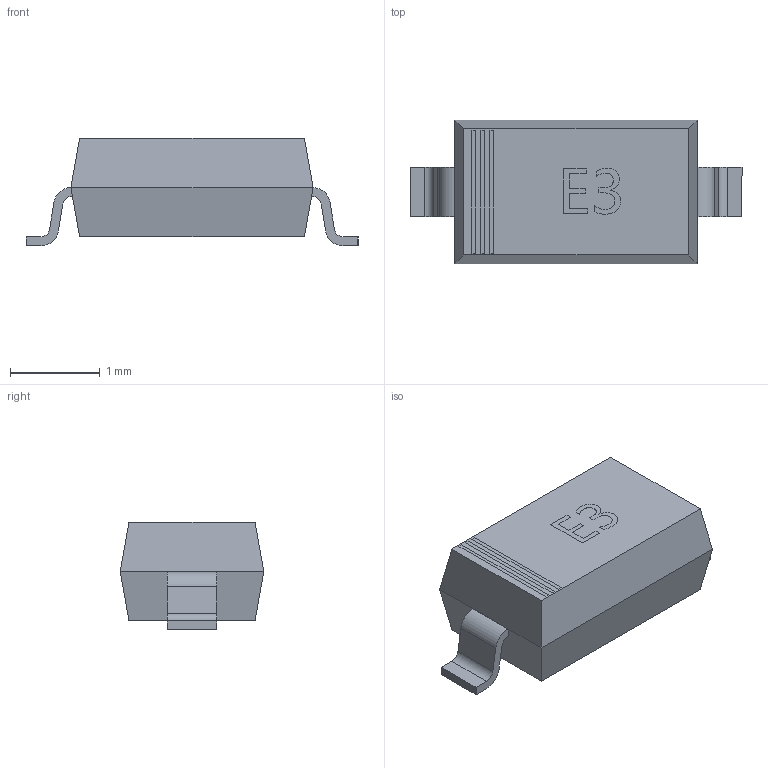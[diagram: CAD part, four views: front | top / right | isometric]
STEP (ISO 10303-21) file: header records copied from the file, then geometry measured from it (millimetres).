
FILE_DESCRIPTION(/* description */ (''),/* implementation_level */ '2;1');
FILE_NAME(/* name */ '3D_MBR0520.step',/* time_stamp */ '2022-04-16T11:18:07+08:00',/* author */ (''),/* organization */ (''),/* preprocessor_version */ 'ST-DEVELOPER v18.1',/* originating_system */ 'Autodesk Translation Framework v10.14.0.1471',/* authorisation */ '');
FILE_SCHEMA (('AUTOMOTIVE_DESIGN { 1 0 10303 214 3 1 1 }'));
Length unit declared in the file: millimetre
Products named in the file (4): PCBModel; D1; SOD-123_L2.7-W1.6-LS3.7-RD-1; COMPOUND (1)
Assembly tree (3 placements, depth 4):
  PCBModel
    D1
      SOD-123_L2.7-W1.6-LS3.7-RD-1
        COMPOUND (1)
Bounding box: 3.7 x 1.6 x 1.2 mm (x, y, z)
Volume: 4.4 mm3; surface area: 18.7 mm2
Topology: 2 solids, 2 shells, 48 faces, 183 edges, 152 vertices
Faces by surface type: plane 40, cylinder 8
Entity records: 2493 total; most frequent: CARTESIAN_POINT 740, ORIENTED_EDGE 366, DIRECTION 289, EDGE_CURVE 183, VERTEX_POINT 152, LINE 141, VECTOR 141, AXIS2_PLACEMENT_3D 74
